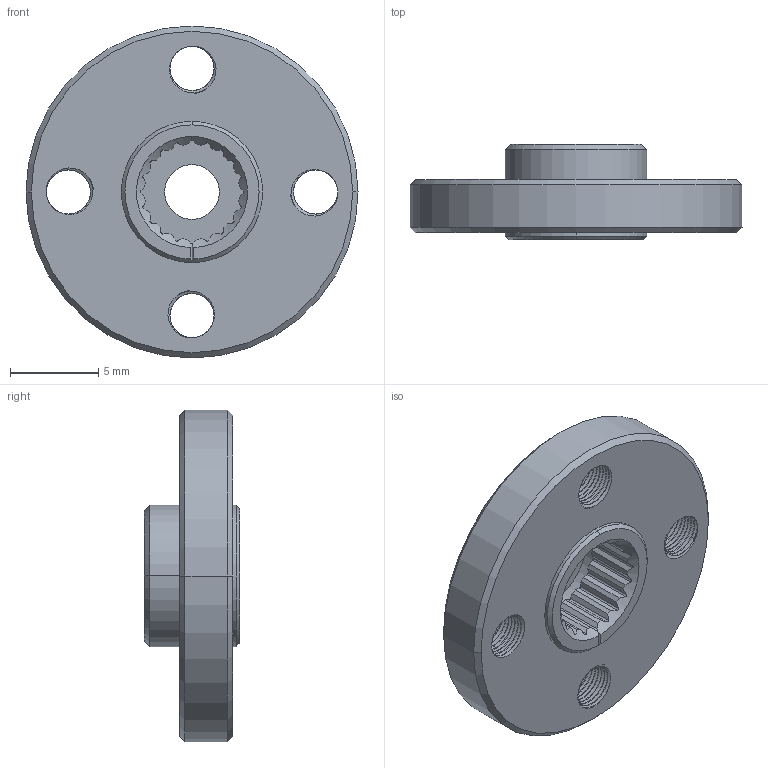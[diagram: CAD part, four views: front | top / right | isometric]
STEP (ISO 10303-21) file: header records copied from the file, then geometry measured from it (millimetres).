
FILE_DESCRIPTION((''),'2;1');
FILE_NAME('FK-AP-032-25T-20180104','2018-06-16T',('Administrator'),(''),'PRO/ENGINEER BY PARAMETRIC TECHNOLOGY CORPORATION, 2008380','PRO/ENGINEER BY PARAMETRIC TECHNOLOGY CORPORATION, 2008380','');
FILE_SCHEMA(('AUTOMOTIVE_DESIGN_CC2 { 1 2 10303 214 -1 1 5 2 }'));
Length unit declared in the file: millimetre
Products named in the file (1): FK-AP-032-25T-20180104
Bounding box: 18.8 x 5.4 x 18.8 mm (x, y, z)
Volume: 769 mm3; surface area: 982.3 mm2
Topology: 1 solids, 1 shells, 248 faces, 711 edges, 468 vertices
Faces by surface type: cylinder 146, plane 52, bspline 32, cone 18
Entity records: 15983 total; most frequent: CARTESIAN_POINT 10039, ORIENTED_EDGE 1422, DIRECTION 963, EDGE_CURVE 711, VERTEX_POINT 468, AXIS2_PLACEMENT_3D 340, B_SPLINE_CURVE_WITH_KNOTS 304, VECTOR 283
